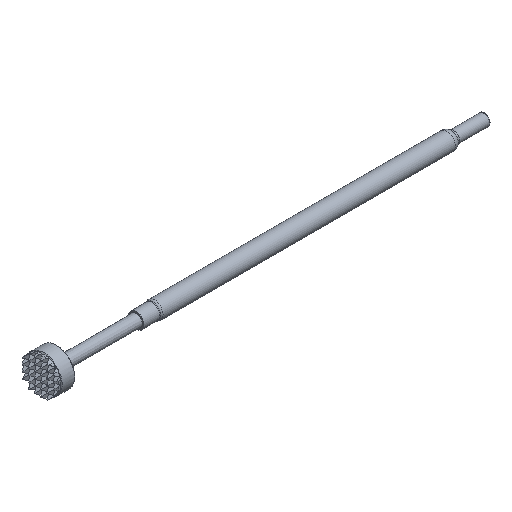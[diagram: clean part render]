
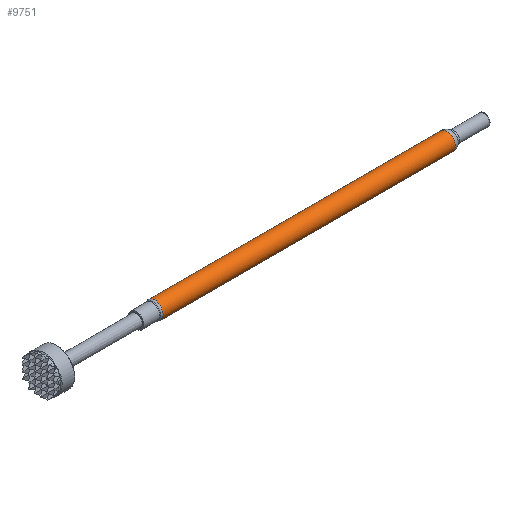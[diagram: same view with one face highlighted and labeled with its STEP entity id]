
A CAD part, isometric view. The second image highlights one B-rep face of the part: STEP entity #9751.
In plain terms, the highlighted cylindrical face has radius 0.683 mm (diameter 1.367 mm), a full revolution.
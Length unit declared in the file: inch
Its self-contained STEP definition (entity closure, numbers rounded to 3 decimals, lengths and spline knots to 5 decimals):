
#702 = AXIS2_PLACEMENT_3D ( 'NONE', #3463, #3754, #7829 ) ;
#1343 = FACE_OUTER_BOUND ( 'NONE', #11419, .T. ) ;
#1684 = CARTESIAN_POINT ( 'NONE',  ( 0.98, 0., 0.0269 ) ) ;
#2138 = DIRECTION ( 'NONE',  ( 0., 0., -1. ) ) ;
#2523 = CARTESIAN_POINT ( 'NONE',  ( 0.98, 0., 0. ) ) ;
#3107 = AXIS2_PLACEMENT_3D ( 'NONE', #2523, #6860, #5546 ) ;
#3463 = CARTESIAN_POINT ( 'NONE',  ( 0., 0., 0. ) ) ;
#3485 = EDGE_CURVE ( 'NONE', #12348, #12348, #5265, .T. ) ;
#3754 = DIRECTION ( 'NONE',  ( -1., 0., 0. ) ) ;
#5054 = AXIS2_PLACEMENT_3D ( 'NONE', #7614, #9573, #2138 ) ;
#5265 = CIRCLE ( 'NONE', #5054, 0.0269 ) ;
#5546 = DIRECTION ( 'NONE',  ( 0., 0., 1. ) ) ;
#6860 = DIRECTION ( 'NONE',  ( -1., 0., 0. ) ) ;
#7174 = ORIENTED_EDGE ( 'NONE', *, *, #13653, .T. ) ;
#7614 = CARTESIAN_POINT ( 'NONE',  ( 0.05807, 0., 0. ) ) ;
#7829 = DIRECTION ( 'NONE',  ( 0., 0., 1. ) ) ;
#8903 = CARTESIAN_POINT ( 'NONE',  ( 0.05807, 0., -0.0269 ) ) ;
#9563 = EDGE_LOOP ( 'NONE', ( #10687 ) ) ;
#9573 = DIRECTION ( 'NONE',  ( 1., 0., 0. ) ) ;
#9751 = ADVANCED_FACE ( 'NONE', ( #1343, #11083 ), #13493, .T. ) ;
#10687 = ORIENTED_EDGE ( 'NONE', *, *, #3485, .T. ) ;
#10792 = CIRCLE ( 'NONE', #3107, 0.0269 ) ;
#11083 = FACE_OUTER_BOUND ( 'NONE', #9563, .T. ) ;
#11419 = EDGE_LOOP ( 'NONE', ( #7174 ) ) ;
#12348 = VERTEX_POINT ( 'NONE', #8903 ) ;
#12573 = VERTEX_POINT ( 'NONE', #1684 ) ;
#13493 = CYLINDRICAL_SURFACE ( 'NONE', #702, 0.0269 ) ;
#13653 = EDGE_CURVE ( 'NONE', #12573, #12573, #10792, .T. ) ;
